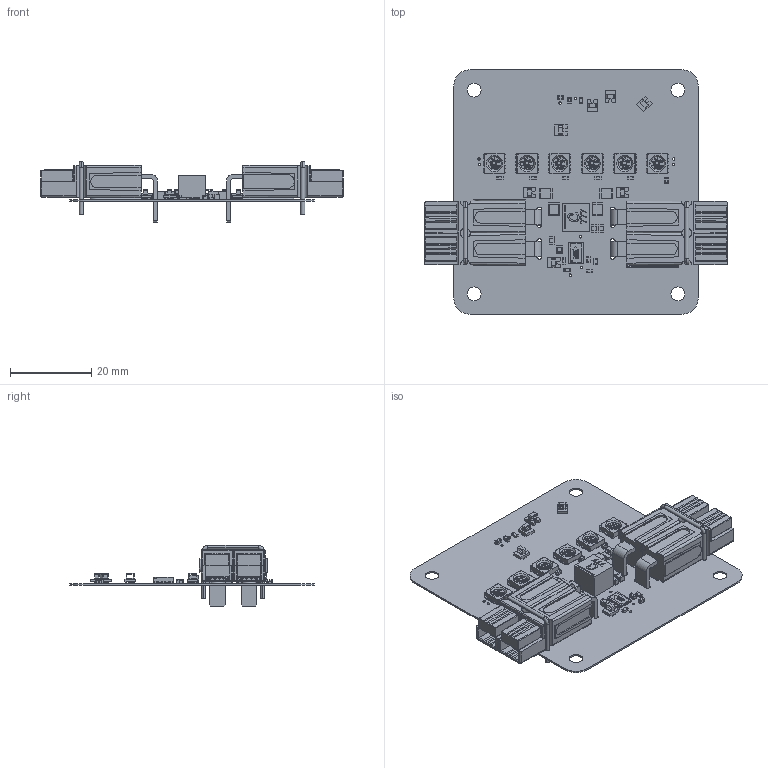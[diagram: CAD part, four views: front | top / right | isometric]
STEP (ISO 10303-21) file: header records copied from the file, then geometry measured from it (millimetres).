
FILE_DESCRIPTION(('Open CASCADE Model'),'2;1');
FILE_NAME('Open CASCADE Shape Model','2023-07-31T20:44:19',('Author'),( 'Open CASCADE'),'Open CASCADE STEP processor 7.5','Open CASCADE 7.5' ,'Unknown');
FILE_SCHEMA(('AUTOMOTIVE_DESIGN { 1 0 10303 214 1 1 1 1 }'));
Length unit declared in the file: millimetre
Products named in the file (138): PCB; Board; Open CASCADE STEP translator 7.5 2.1.1; D4; Dotstar; D3; D6; D2; D5; D1; C18; 6437357184; Terminal; Open CASCADE STEP translator 6.8 4.1.1; Open CASCADE STEP translator 6.8 4.1.2; Mid_Body; Open CASCADE STEP translator 6.8 4.2.1; C14; C16; C17; C19; 6437352544; C15; C13; 6709833520; Open CASCADE STEP translator 6.8 6.1.1; Open CASCADE STEP translator 6.8 6.1.2; Open CASCADE STEP translator 6.8 6.2.1; C12; C6; 6709833600; Open CASCADE STEP translator 6.8 2.1.1; Open CASCADE STEP translator 6.8 2.1.2; Open CASCADE STEP translator 6.8 2.2.1; C7; C10; 6709833840; C9; C8; C11 ...
Assembly tree (174 placements, depth 6):
  PCB
    Board
      Open CASCADE STEP translator 7.5 2.1.1
    D4
      Dotstar
    D3
      Dotstar
    D6
      Dotstar
    D2
      Dotstar
    D5
      Dotstar
    D1
      Dotstar
    C18
      6437357184
        Terminal
          Open CASCADE STEP translator 6.8 4.1.1
          Open CASCADE STEP translator 6.8 4.1.2
        Mid_Body
          Open CASCADE STEP translator 6.8 4.2.1
    C14
      6437357184
        Terminal
          Open CASCADE STEP translator 6.8 4.1.1
          Open CASCADE STEP translator 6.8 4.1.2
        Mid_Body
          Open CASCADE STEP translator 6.8 4.2.1
    C16
      6437357184
        Terminal
          Open CASCADE STEP translator 6.8 4.1.1
          Open CASCADE STEP translator 6.8 4.1.2
        Mid_Body
          Open CASCADE STEP translator 6.8 4.2.1
    C17
      6437357184
        Terminal
          Open CASCADE STEP translator 6.8 4.1.1
          Open CASCADE STEP translator 6.8 4.1.2
        Mid_Body
          Open CASCADE STEP translator 6.8 4.2.1
    C19
      6437352544
        Terminal
          Open CASCADE STEP translator 6.8 4.1.1
          Open CASCADE STEP translator 6.8 4.1.2
        Mid_Body
          Open CASCADE STEP translator 6.8 4.2.1
    C15
      6437357184
        Terminal
          Open CASCADE STEP translator 6.8 4.1.1
          Open CASCADE STEP translator 6.8 4.1.2
        Mid_Body
          Open CASCADE STEP translator 6.8 4.2.1
    C13
      6709833520
        Terminal
Bounding box: 74.21 x 60 x 15.08 mm (x, y, z)
Volume: 7109.5 mm3; surface area: 14160.4 mm2
Topology: 142 solids, 171 shells, 5312 faces, 15837 edges, 12594 vertices
Faces by surface type: plane 3213, cylinder 1444, torus 292, sphere 160, extrusion 104, bspline 77, cone 22
Full cylindrical faces by diameter (mm): 0.08 x78, 0.3 x1, 0.6 x9, 1 x4, 1.27 x4, 3.4 x4
Entity records: 75722 total; most frequent: CARTESIAN_POINT 18902, DIRECTION 10147, ORIENTED_EDGE 8847, VECTOR 4971, LINE 4867, EDGE_CURVE 4508, VERTEX_POINT 2968, AXIS2_PLACEMENT_3D 2588
